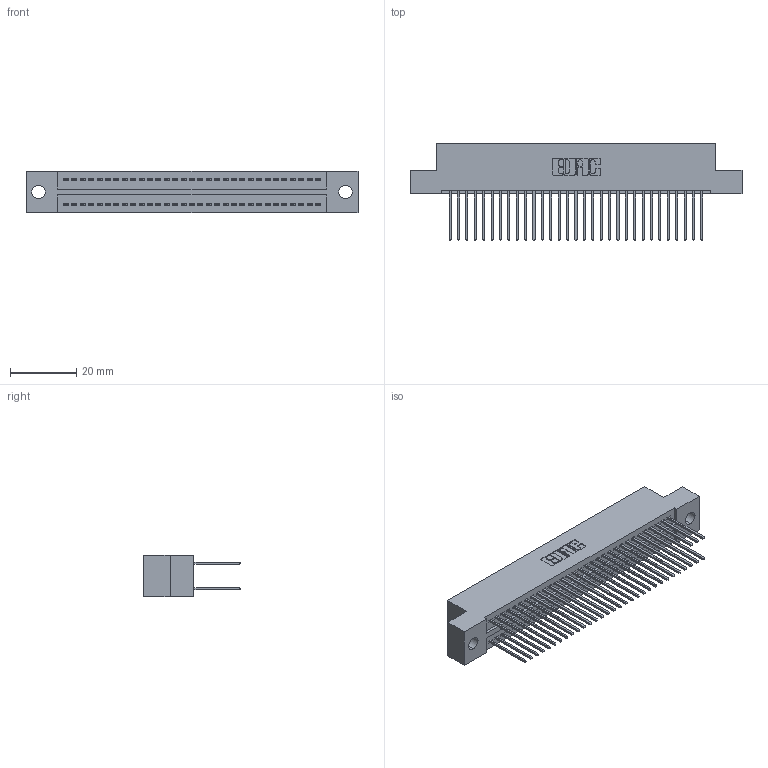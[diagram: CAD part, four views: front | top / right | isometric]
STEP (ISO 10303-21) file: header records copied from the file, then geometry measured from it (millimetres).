
FILE_DESCRIPTION (( 'STEP AP203' ), '1' );
FILE_NAME ('325-062-540-209.STEP', '2020-02-25T03:03:56', ( '' ), ( '' ), 'SwSTEP 2.0', 'SolidWorks 2016', '' );
FILE_SCHEMA (( 'CONFIG_CONTROL_DESIGN' ));
Length unit declared in the file: inch
Products named in the file (3): 325-062-540-209; 325 Part_.160 TH; 325-292-001_325-293-140
Assembly tree (63 placements, depth 2):
  325-062-540-209
    325 Part_.160 TH
    325-292-001_325-293-140  x62
Bounding box: 100.46 x 29.46 x 12.45 mm (x, y, z)
Volume: 12874.2 mm3; surface area: 16360.9 mm2
Topology: 63 solids, 63 shells, 3338 faces, 9921 edges, 6530 vertices
Faces by surface type: plane 2302, cylinder 1036
Entity records: 21387 total; most frequent: CARTESIAN_POINT 3558, ORIENTED_EDGE 3494, DIRECTION 3059, EDGE_CURVE 1747, LINE 1619, VECTOR 1619, VERTEX_POINT 1162, AXIS2_PLACEMENT_3D 720
